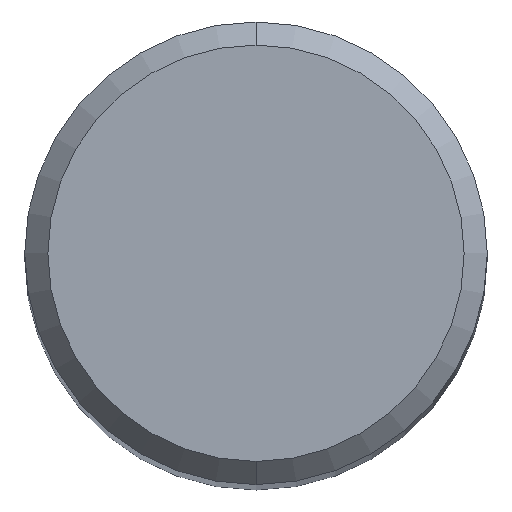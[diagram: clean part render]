
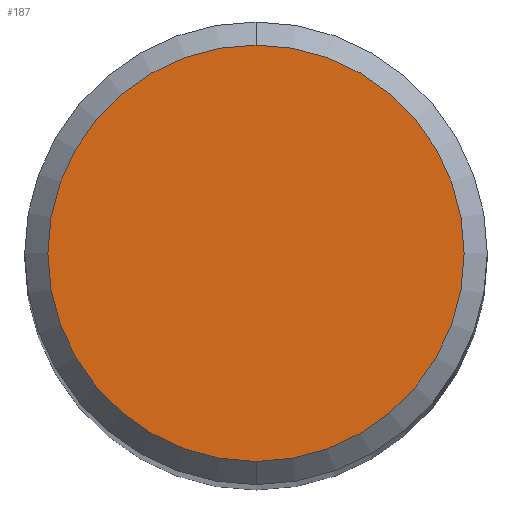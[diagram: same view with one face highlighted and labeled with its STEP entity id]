
A CAD part, top view. The second image highlights one B-rep face of the part: STEP entity #187.
In plain terms, the highlighted planar face has unit normal (0, 0, 1).
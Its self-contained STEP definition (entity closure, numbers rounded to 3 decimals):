
#187=ADVANCED_FACE('',(#494),#495,.T.);
#193=EDGE_CURVE('',#233,#399,#503,.T.);
#233=VERTEX_POINT('',#547);
#341=EDGE_CURVE('',#399,#233,#667,.T.);
#399=VERTEX_POINT('',#729);
#494=FACE_OUTER_BOUND('',#851,.T.);
#495=PLANE('',#852);
#503=CIRCLE('',#861,3.6);
#547=CARTESIAN_POINT('',(0.,-3.6,0.0));
#667=CIRCLE('',#1162,3.6);
#729=CARTESIAN_POINT('',(0.0,3.6,0.0));
#851=EDGE_LOOP('',(#1461,#1462));
#852=AXIS2_PLACEMENT_3D('',#1463,#1464,#1465);
#861=AXIS2_PLACEMENT_3D('',#1490,#1491,#1492);
#1162=AXIS2_PLACEMENT_3D('',#1680,#1681,#1682);
#1461=ORIENTED_EDGE('',*,*,#341,.F.);
#1462=ORIENTED_EDGE('',*,*,#193,.F.);
#1463=CARTESIAN_POINT('',(0.0,1.8,0.0));
#1464=DIRECTION('',(-0.0,0.0,1.0));
#1465=DIRECTION('',(0.0,-1.0,0.0));
#1490=CARTESIAN_POINT('',(0.0,0.0,0.0));
#1491=DIRECTION('',(0.0,0.0,-1.0));
#1492=DIRECTION('',(0.0,1.0,0.0));
#1680=CARTESIAN_POINT('',(0.0,0.0,0.0));
#1681=DIRECTION('',(0.0,0.0,-1.0));
#1682=DIRECTION('',(0.0,1.0,0.0));
